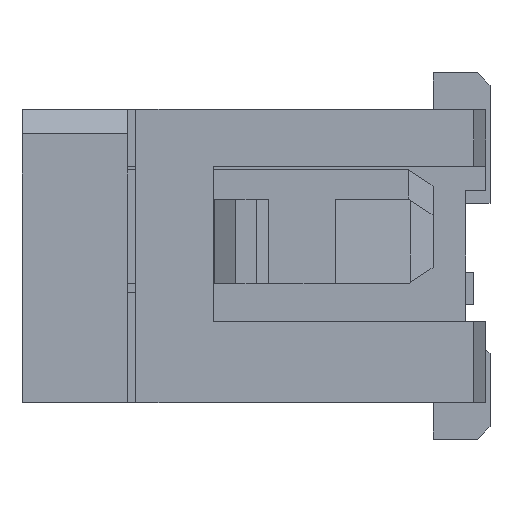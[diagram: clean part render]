
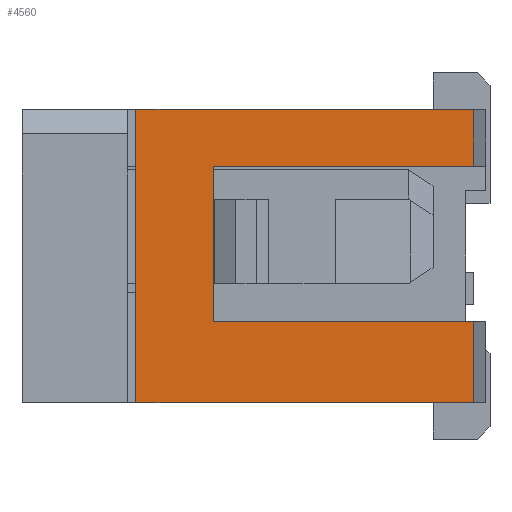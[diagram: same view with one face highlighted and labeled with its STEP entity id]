
A CAD part, left-side view. The second image highlights one B-rep face of the part: STEP entity #4560.
In plain terms, the highlighted planar face has unit normal (-1, 0, 0).
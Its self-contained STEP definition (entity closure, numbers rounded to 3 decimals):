
#1=DIRECTION('',(0.,0.,-1.));
#2=VECTOR('',#1,3.6);
#3=CARTESIAN_POINT('',(-4.925,4.3,1.8));
#4=LINE('',#3,#2);
#5=DIRECTION('',(0.,-1.,0.));
#6=VECTOR('',#5,4.15);
#7=CARTESIAN_POINT('',(-4.925,4.3,1.8));
#8=LINE('',#7,#6);
#9=DIRECTION('',(0.,0.,-1.));
#10=VECTOR('',#9,0.7);
#11=CARTESIAN_POINT('',(-4.925,0.15,1.8));
#12=LINE('',#11,#10);
#13=DIRECTION('',(0.,1.,0.));
#14=VECTOR('',#13,3.2);
#15=CARTESIAN_POINT('',(-4.925,0.15,1.1));
#16=LINE('',#15,#14);
#17=DIRECTION('',(0.,0.,-1.));
#18=VECTOR('',#17,1.9);
#19=CARTESIAN_POINT('',(-4.925,3.35,1.1));
#20=LINE('',#19,#18);
#21=DIRECTION('',(0.,0.,-1.));
#22=VECTOR('',#21,1.);
#23=CARTESIAN_POINT('',(-4.925,0.15,-0.8));
#24=LINE('',#23,#22);
#25=DIRECTION('',(0.,1.,0.));
#26=VECTOR('',#25,4.15);
#27=CARTESIAN_POINT('',(-4.925,0.15,-1.8));
#28=LINE('',#27,#26);
#957=DIRECTION('',(0.,1.,0.));
#958=VECTOR('',#957,3.2);
#959=CARTESIAN_POINT('',(-4.925,0.15,-0.8));
#960=LINE('',#959,#958);
#3429=CARTESIAN_POINT('',(-4.925,4.3,1.8));
#3430=CARTESIAN_POINT('',(-4.925,4.3,-1.8));
#3431=VERTEX_POINT('',#3429);
#3432=VERTEX_POINT('',#3430);
#3441=CARTESIAN_POINT('',(-4.925,0.15,1.8));
#3442=VERTEX_POINT('',#3441);
#3449=CARTESIAN_POINT('',(-4.925,0.15,-1.8));
#3450=VERTEX_POINT('',#3449);
#3519=CARTESIAN_POINT('',(-4.925,0.15,1.1));
#3520=VERTEX_POINT('',#3519);
#3521=CARTESIAN_POINT('',(-4.925,0.15,-0.8));
#3522=VERTEX_POINT('',#3521);
#3643=CARTESIAN_POINT('',(-4.925,3.35,1.1));
#3644=CARTESIAN_POINT('',(-4.925,3.35,-0.8));
#3645=VERTEX_POINT('',#3643);
#3646=VERTEX_POINT('',#3644);
#4537=CARTESIAN_POINT('',(-4.925,0.,0.));
#4538=DIRECTION('',(1.,0.,0.));
#4539=DIRECTION('',(0.,-1.,0.));
#4540=AXIS2_PLACEMENT_3D('',#4537,#4538,#4539);
#4541=PLANE('',#4540);
#4543=ORIENTED_EDGE('',*,*,#4542,.F.);
#4545=ORIENTED_EDGE('',*,*,#4544,.T.);
#4547=ORIENTED_EDGE('',*,*,#4546,.T.);
#4549=ORIENTED_EDGE('',*,*,#4548,.T.);
#4551=ORIENTED_EDGE('',*,*,#4550,.T.);
#4553=ORIENTED_EDGE('',*,*,#4552,.F.);
#4555=ORIENTED_EDGE('',*,*,#4554,.T.);
#4557=ORIENTED_EDGE('',*,*,#4556,.T.);
#4558=EDGE_LOOP('',(#4543,#4545,#4547,#4549,#4551,#4553,#4555,#4557));
#4559=FACE_OUTER_BOUND('',#4558,.F.);
#4560=ADVANCED_FACE('',(#4559),#4541,.F.);
#4542=EDGE_CURVE('',#3431,#3432,#4,.T.);
#4544=EDGE_CURVE('',#3431,#3442,#8,.T.);
#4546=EDGE_CURVE('',#3442,#3520,#12,.T.);
#4548=EDGE_CURVE('',#3520,#3645,#16,.T.);
#4550=EDGE_CURVE('',#3645,#3646,#20,.T.);
#4552=EDGE_CURVE('',#3522,#3646,#960,.T.);
#4554=EDGE_CURVE('',#3522,#3450,#24,.T.);
#4556=EDGE_CURVE('',#3450,#3432,#28,.T.);
